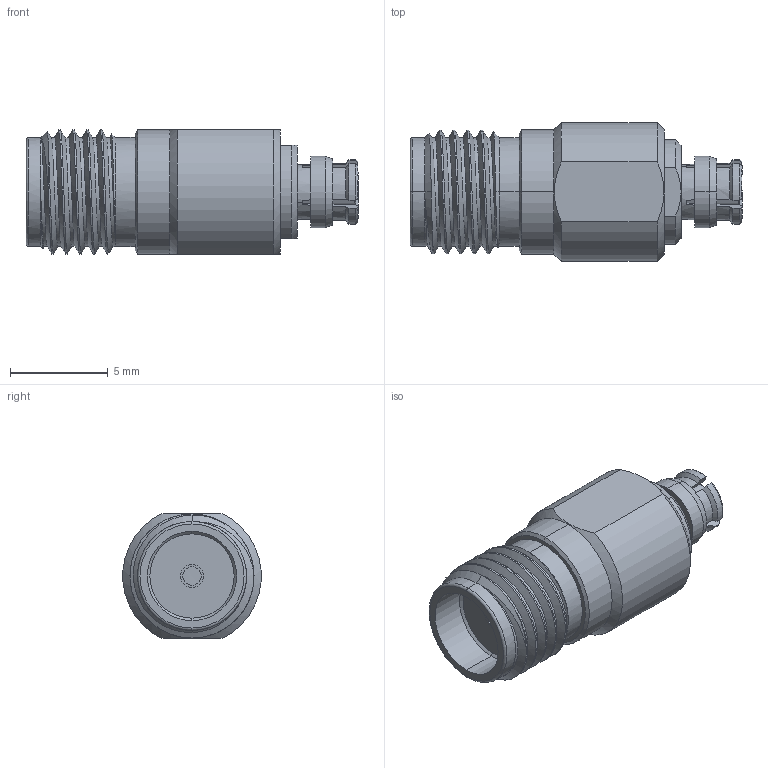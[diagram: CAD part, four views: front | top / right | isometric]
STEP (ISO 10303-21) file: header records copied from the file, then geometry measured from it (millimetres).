
FILE_DESCRIPTION (( 'STEP AP203' ), '1' );
FILE_NAME ('PE91308.step', '2018-11-14T15:55:26', ( '' ), ( '' ), 'SwSTEP 2.0', 'SolidWorks 2017', '' );
FILE_SCHEMA (( 'CONFIG_CONTROL_DESIGN' ));
Length unit declared in the file: inch
Products named in the file (1): PE91308
Bounding box: 17 x 7.07 x 6.4 mm (x, y, z)
Volume: 417.2 mm3; surface area: 571.6 mm2
Topology: 3 solids, 3 shells, 130 faces, 314 edges, 201 vertices
Faces by surface type: cylinder 44, plane 33, cone 32, bspline 19, torus 2
Entity records: 5687 total; most frequent: CARTESIAN_POINT 2865, ORIENTED_EDGE 628, DIRECTION 509, EDGE_CURVE 314, AXIS2_PLACEMENT_3D 213, VERTEX_POINT 201, EDGE_LOOP 145, ADVANCED_FACE 130
